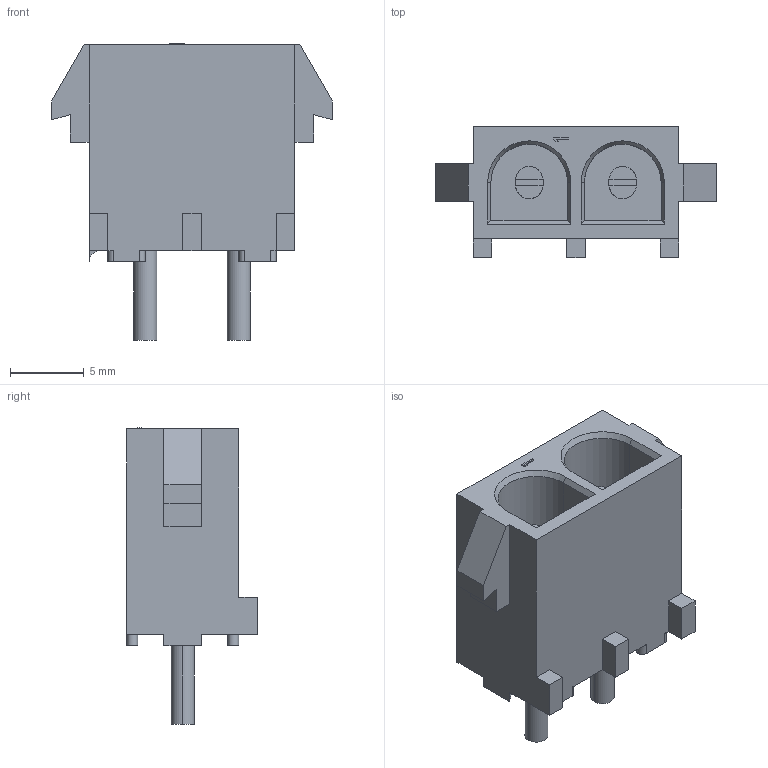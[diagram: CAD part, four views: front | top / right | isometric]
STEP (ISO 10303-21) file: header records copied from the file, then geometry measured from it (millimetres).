
FILE_DESCRIPTION((''),'2;1');
FILE_NAME('TYCO_350582-1.stp','2012-06-06T15:52:55',(''),(''),'Mechanical Desktop 2011','Mechanical Desktop 2011',', , ');
FILE_SCHEMA(('AUTOMOTIVE_DESIGN { 1 2 10303 214 1 1 1 1 }'));
Length unit declared in the file: millimetre
Products named in the file (1): Product
Bounding box: 19.05 x 8.89 x 20.15 mm (x, y, z)
Volume: 1104.8 mm3; surface area: 1524.1 mm2
Topology: 5 solids, 5 shells, 99 faces, 250 edges, 164 vertices
Faces by surface type: plane 78, cylinder 15, bspline 4, cone 2
Entity records: 3048 total; most frequent: CARTESIAN_POINT 582, ORIENTED_EDGE 500, DIRECTION 490, EDGE_CURVE 250, VECTOR 202, LINE 202, VERTEX_POINT 164, AXIS2_PLACEMENT_3D 144
